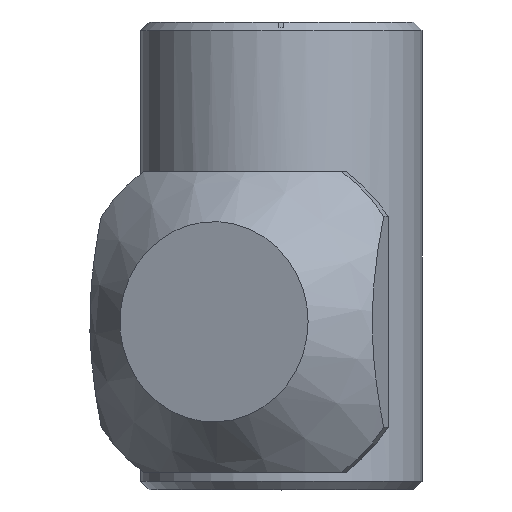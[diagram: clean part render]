
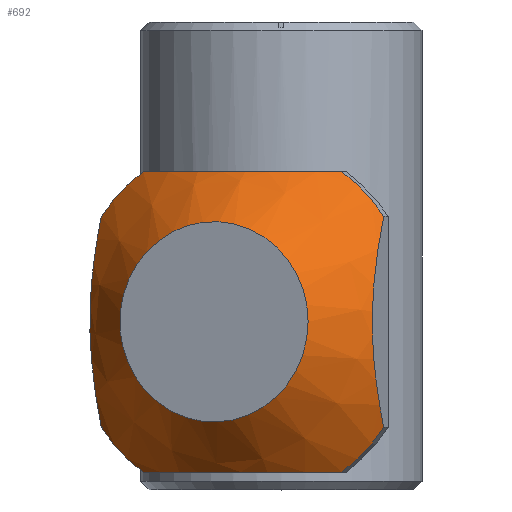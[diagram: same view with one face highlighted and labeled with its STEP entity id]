
A CAD part, top view. The second image highlights one B-rep face of the part: STEP entity #692.
In plain terms, the highlighted conical face has half-angle 45 degrees and reference radius 11.8 mm.
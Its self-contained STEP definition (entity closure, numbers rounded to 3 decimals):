
#692=ADVANCED_FACE('',(#821,#822),#823,.T.);
#821=FACE_BOUND('',#951,.T.);
#822=FACE_OUTER_BOUND('',#952,.T.);
#823=CONICAL_SURFACE('',#953,11.8,0.785);
#951=EDGE_LOOP('',(#1300));
#952=EDGE_LOOP('',(#1301,#1302,#1303,#1304,#1305,#1306,#1307,#1308));
#953=AXIS2_PLACEMENT_3D('',#1309,#1310,#1311);
#1300=ORIENTED_EDGE('',*,*,#1412,.F.);
#1301=ORIENTED_EDGE('',*,*,#1410,.F.);
#1302=ORIENTED_EDGE('',*,*,#1399,.F.);
#1303=ORIENTED_EDGE('',*,*,#1396,.F.);
#1304=ORIENTED_EDGE('',*,*,#1393,.F.);
#1305=ORIENTED_EDGE('',*,*,#1411,.F.);
#1306=ORIENTED_EDGE('',*,*,#1389,.F.);
#1307=ORIENTED_EDGE('',*,*,#1386,.F.);
#1308=ORIENTED_EDGE('',*,*,#1383,.F.);
#1309=CARTESIAN_POINT('',(-2.052,0.0,25.638));
#1310=DIRECTION('',(0.342,-0.0,-0.94));
#1311=DIRECTION('',(-0.94,0.0,-0.342));
#1383=EDGE_CURVE('',#1536,#1532,#1538,.T.);
#1386=EDGE_CURVE('',#1532,#1540,#1543,.T.);
#1389=EDGE_CURVE('',#1540,#1545,#1548,.T.);
#1393=EDGE_CURVE('',#1554,#1550,#1556,.T.);
#1396=EDGE_CURVE('',#1550,#1558,#1561,.T.);
#1399=EDGE_CURVE('',#1558,#1563,#1566,.T.);
#1410=EDGE_CURVE('',#1563,#1536,#1584,.T.);
#1411=EDGE_CURVE('',#1545,#1554,#1585,.T.);
#1412=EDGE_CURVE('',#1586,#1586,#1587,.T.);
#1532=VERTEX_POINT('',#2087);
#1536=VERTEX_POINT('',#2093);
#1538=B_SPLINE_CURVE_WITH_KNOTS('',3,(#2096,#2097,#2098,#2099,#2100,#2101,#2102,#2103,#2104,#2105,#2106,#2107,#2108,#2109,#2110,#2111,#2112,#2113,#2114,#2115),.UNSPECIFIED.,.F.,.F.,(4,2,2,2,2,2,2,2,2,4),(0.018,0.021,0.023,0.025,0.025,0.026,0.028,0.029,0.03,0.031),.UNSPECIFIED.);
#1540=VERTEX_POINT('',#2117);
#1543=CIRCLE('',#2121,11.0);
#1545=VERTEX_POINT('',#2123);
#1548=B_SPLINE_CURVE_WITH_KNOTS('',3,(#2128,#2129,#2130,#2131,#2132,#2133,#2134,#2135,#2136,#2137,#2138,#2139,#2140,#2141,#2142,#2143,#2144,#2145,#2146,#2147),.UNSPECIFIED.,.F.,.F.,(4,2,2,2,2,2,2,2,2,4),(0.018,0.021,0.023,0.025,0.025,0.026,0.028,0.029,0.03,0.031),.UNSPECIFIED.);
#1550=VERTEX_POINT('',#2149);
#1554=VERTEX_POINT('',#2155);
#1556=B_SPLINE_CURVE_WITH_KNOTS('',3,(#2158,#2159,#2160,#2161,#2162,#2163,#2164,#2165,#2166,#2167,#2168,#2169,#2170,#2171,#2172,#2173,#2174,#2175,#2176,#2177),.UNSPECIFIED.,.F.,.F.,(4,2,2,2,2,2,2,2,2,4),(0.018,0.021,0.023,0.025,0.025,0.026,0.028,0.029,0.03,0.031),.UNSPECIFIED.);
#1558=VERTEX_POINT('',#2179);
#1561=CIRCLE('',#2183,11.0);
#1563=VERTEX_POINT('',#2185);
#1566=B_SPLINE_CURVE_WITH_KNOTS('',3,(#2190,#2191,#2192,#2193,#2194,#2195,#2196,#2197,#2198,#2199,#2200,#2201,#2202,#2203,#2204,#2205,#2206,#2207,#2208,#2209),.UNSPECIFIED.,.F.,.F.,(4,2,2,2,2,2,2,2,2,4),(0.018,0.021,0.023,0.025,0.025,0.026,0.028,0.029,0.03,0.031),.UNSPECIFIED.);
#1584=CIRCLE('',#2227,11.0);
#1585=CIRCLE('',#2228,11.0);
#1586=VERTEX_POINT('',#2229);
#1587=CIRCLE('',#2230,6.0);
#2087=CARTESIAN_POINT('',(6.131,-6.325,29.468));
#2093=CARTESIAN_POINT('',(6.131,6.325,29.468));
#2096=CARTESIAN_POINT('',(6.131,6.325,29.468));
#2097=CARTESIAN_POINT('',(5.94,5.351,29.994));
#2098=CARTESIAN_POINT('',(5.771,4.347,30.459));
#2099=CARTESIAN_POINT('',(5.584,2.757,30.972));
#2100=CARTESIAN_POINT('',(5.533,2.21,31.111));
#2101=CARTESIAN_POINT('',(5.465,1.111,31.298));
#2102=CARTESIAN_POINT('',(5.447,0.557,31.348));
#2103=CARTESIAN_POINT('',(5.447,-0.283,31.347));
#2104=CARTESIAN_POINT('',(5.452,-0.566,31.335));
#2105=CARTESIAN_POINT('',(5.47,-1.127,31.286));
#2106=CARTESIAN_POINT('',(5.483,-1.404,31.249));
#2107=CARTESIAN_POINT('',(5.535,-2.228,31.107));
#2108=CARTESIAN_POINT('',(5.585,-2.767,30.969));
#2109=CARTESIAN_POINT('',(5.679,-3.563,30.712));
#2110=CARTESIAN_POINT('',(5.713,-3.827,30.617));
#2111=CARTESIAN_POINT('',(5.786,-4.345,30.416));
#2112=CARTESIAN_POINT('',(5.825,-4.6,30.309));
#2113=CARTESIAN_POINT('',(5.948,-5.355,29.973));
#2114=CARTESIAN_POINT('',(6.037,-5.844,29.728));
#2115=CARTESIAN_POINT('',(6.131,-6.325,29.468));
#2117=CARTESIAN_POINT('',(3.617,-9.0,28.553));
#2121=AXIS2_PLACEMENT_3D('',#2339,#2340,#2341);
#2123=CARTESIAN_POINT('',(-8.269,-9.0,24.227));
#2128=CARTESIAN_POINT('',(3.617,-9.0,28.553));
#2129=CARTESIAN_POINT('',(2.511,-9.0,28.746));
#2130=CARTESIAN_POINT('',(1.399,-9.0,28.868));
#2131=CARTESIAN_POINT('',(-0.282,-9.0,28.837));
#2132=CARTESIAN_POINT('',(-0.847,-9.0,28.789));
#2133=CARTESIAN_POINT('',(-1.947,-9.0,28.6));
#2134=CARTESIAN_POINT('',(-2.486,-9.0,28.46));
#2135=CARTESIAN_POINT('',(-3.276,-9.0,28.172));
#2136=CARTESIAN_POINT('',(-3.537,-9.0,28.063));
#2137=CARTESIAN_POINT('',(-4.046,-9.0,27.822));
#2138=CARTESIAN_POINT('',(-4.293,-9.0,27.691));
#2139=CARTESIAN_POINT('',(-5.016,-9.0,27.267));
#2140=CARTESIAN_POINT('',(-5.472,-9.0,26.945));
#2141=CARTESIAN_POINT('',(-6.126,-9.0,26.415));
#2142=CARTESIAN_POINT('',(-6.34,-9.0,26.23));
#2143=CARTESIAN_POINT('',(-6.754,-9.0,25.852));
#2144=CARTESIAN_POINT('',(-6.954,-9.0,25.658));
#2145=CARTESIAN_POINT('',(-7.541,-9.0,25.063));
#2146=CARTESIAN_POINT('',(-7.912,-9.0,24.651));
#2147=CARTESIAN_POINT('',(-8.269,-9.0,24.227));
#2149=CARTESIAN_POINT('',(-10.783,6.325,23.312));
#2155=CARTESIAN_POINT('',(-10.783,-6.325,23.312));
#2158=CARTESIAN_POINT('',(-10.783,-6.325,23.312));
#2159=CARTESIAN_POINT('',(-10.974,-5.351,23.838));
#2160=CARTESIAN_POINT('',(-11.144,-4.347,24.303));
#2161=CARTESIAN_POINT('',(-11.33,-2.757,24.816));
#2162=CARTESIAN_POINT('',(-11.381,-2.21,24.955));
#2163=CARTESIAN_POINT('',(-11.449,-1.111,25.142));
#2164=CARTESIAN_POINT('',(-11.467,-0.557,25.191));
#2165=CARTESIAN_POINT('',(-11.467,0.283,25.191));
#2166=CARTESIAN_POINT('',(-11.462,0.566,25.178));
#2167=CARTESIAN_POINT('',(-11.444,1.127,25.129));
#2168=CARTESIAN_POINT('',(-11.431,1.404,25.093));
#2169=CARTESIAN_POINT('',(-11.379,2.228,24.951));
#2170=CARTESIAN_POINT('',(-11.329,2.767,24.813));
#2171=CARTESIAN_POINT('',(-11.236,3.563,24.556));
#2172=CARTESIAN_POINT('',(-11.201,3.827,24.461));
#2173=CARTESIAN_POINT('',(-11.128,4.345,24.26));
#2174=CARTESIAN_POINT('',(-11.089,4.6,24.153));
#2175=CARTESIAN_POINT('',(-10.967,5.355,23.816));
#2176=CARTESIAN_POINT('',(-10.877,5.844,23.571));
#2177=CARTESIAN_POINT('',(-10.783,6.325,23.312));
#2179=CARTESIAN_POINT('',(-8.269,9.0,24.227));
#2183=AXIS2_PLACEMENT_3D('',#2351,#2352,#2353);
#2185=CARTESIAN_POINT('',(3.617,9.0,28.553));
#2190=CARTESIAN_POINT('',(-8.269,9.0,24.227));
#2191=CARTESIAN_POINT('',(-7.545,9.0,25.086));
#2192=CARTESIAN_POINT('',(-6.772,9.0,25.894));
#2193=CARTESIAN_POINT('',(-5.464,9.0,26.951));
#2194=CARTESIAN_POINT('',(-5.,9.0,27.277));
#2195=CARTESIAN_POINT('',(-4.036,9.0,27.84));
#2196=CARTESIAN_POINT('',(-3.533,9.0,28.079));
#2197=CARTESIAN_POINT('',(-2.744,9.0,28.366));
#2198=CARTESIAN_POINT('',(-2.473,9.0,28.45));
#2199=CARTESIAN_POINT('',(-1.929,9.0,28.593));
#2200=CARTESIAN_POINT('',(-1.655,9.0,28.651));
#2201=CARTESIAN_POINT('',(-0.829,9.0,28.791));
#2202=CARTESIAN_POINT('',(-0.272,9.0,28.837));
#2203=CARTESIAN_POINT('',(0.57,9.0,28.852));
#2204=CARTESIAN_POINT('',(0.852,9.0,28.848));
#2205=CARTESIAN_POINT('',(1.412,9.0,28.824));
#2206=CARTESIAN_POINT('',(1.691,9.0,28.804));
#2207=CARTESIAN_POINT('',(2.522,9.0,28.726));
#2208=CARTESIAN_POINT('',(3.072,9.0,28.648));
#2209=CARTESIAN_POINT('',(3.617,9.0,28.553));
#2227=AXIS2_PLACEMENT_3D('',#2386,#2387,#2388);
#2228=AXIS2_PLACEMENT_3D('',#2389,#2390,#2391);
#2229=CARTESIAN_POINT('',(1.602,0.0,33.14));
#2230=AXIS2_PLACEMENT_3D('',#2392,#2393,#2394);
#2339=CARTESIAN_POINT('',(-2.326,0.0,26.39));
#2340=DIRECTION('',(0.342,0.0,-0.94));
#2341=DIRECTION('',(-0.94,0.0,-0.342));
#2351=CARTESIAN_POINT('',(-2.326,0.0,26.39));
#2352=DIRECTION('',(0.342,0.0,-0.94));
#2353=DIRECTION('',(-0.94,0.0,-0.342));
#2386=CARTESIAN_POINT('',(-2.326,0.0,26.39));
#2387=DIRECTION('',(0.342,0.0,-0.94));
#2388=DIRECTION('',(-0.94,0.0,-0.342));
#2389=CARTESIAN_POINT('',(-2.326,0.0,26.39));
#2390=DIRECTION('',(0.342,0.0,-0.94));
#2391=DIRECTION('',(-0.94,0.0,-0.342));
#2392=CARTESIAN_POINT('',(-4.036,0.0,31.088));
#2393=DIRECTION('',(-0.342,0.0,0.94));
#2394=DIRECTION('',(0.94,0.0,0.342));
